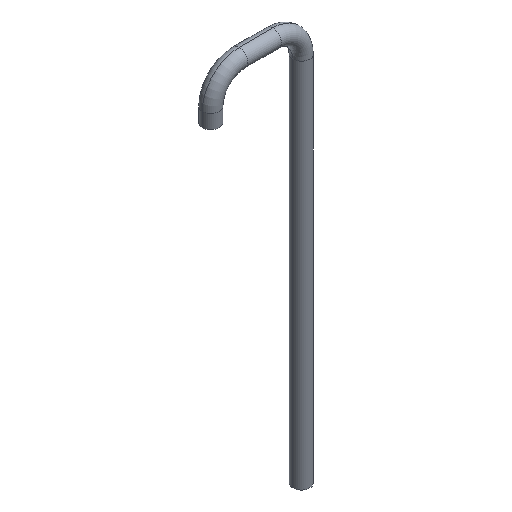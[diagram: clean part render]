
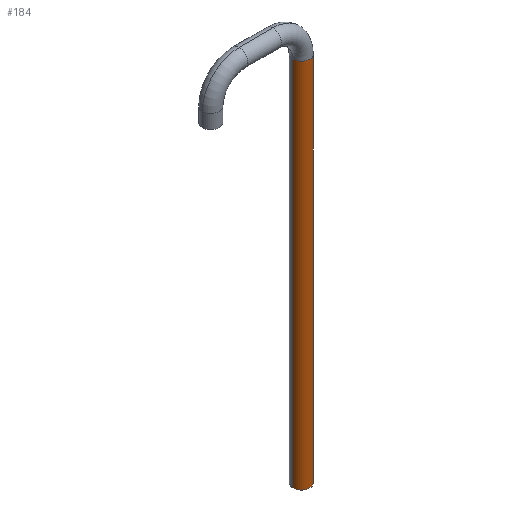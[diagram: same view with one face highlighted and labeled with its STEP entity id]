
A CAD part, isometric view. The second image highlights one B-rep face of the part: STEP entity #184.
In plain terms, the highlighted cylindrical face has radius 0.6 mm (diameter 1.2 mm), a partial arc.
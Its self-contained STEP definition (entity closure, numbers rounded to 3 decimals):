
#72=CARTESIAN_POINT('',(6.95,0.,23.));
#73=VERTEX_POINT('',#72);
#90=CARTESIAN_POINT('',(5.75,0.,23.));
#91=VERTEX_POINT('',#90);
#99=CARTESIAN_POINT('',(6.35,0.,23.));
#100=DIRECTION('',(0.0,0.0,-1.0));
#101=DIRECTION('',(1.0,0.0,0.0));
#102=AXIS2_PLACEMENT_3D('',#99,#100,#101);
#103=CIRCLE('',#102,0.6);
#104=EDGE_CURVE('',#73,#91,#103,.T.);
#153=CARTESIAN_POINT('',(6.35,0.,-3.1));
#154=DIRECTION('',(0.0,0.,1.0));
#155=DIRECTION('',(1.0,0.0,0.0));
#156=AXIS2_PLACEMENT_3D('',#153,#154,#155);
#157=CYLINDRICAL_SURFACE('',#156,0.6);
#158=CARTESIAN_POINT('',(6.95,0.,-3.1));
#159=VERTEX_POINT('',#158);
#160=CARTESIAN_POINT('',(6.95,0.,23.));
#161=DIRECTION('',(0.0,0.0,-1.0));
#162=VECTOR('',#161,26.1);
#163=LINE('',#160,#162);
#164=EDGE_CURVE('',#73,#159,#163,.T.);
#165=ORIENTED_EDGE('',*,*,#164,.F.);
#166=ORIENTED_EDGE('',*,*,#104,.T.);
#167=CARTESIAN_POINT('',(5.75,0.,-3.1));
#168=VERTEX_POINT('',#167);
#169=CARTESIAN_POINT('',(5.75,0.,23.));
#170=DIRECTION('',(0.0,0.0,-1.0));
#171=VECTOR('',#170,26.1);
#172=LINE('',#169,#171);
#173=EDGE_CURVE('',#91,#168,#172,.T.);
#174=ORIENTED_EDGE('',*,*,#173,.T.);
#175=CARTESIAN_POINT('',(6.35,0.,-3.1));
#176=DIRECTION('',(0.0,0.0,1.0));
#177=DIRECTION('',(1.0,0.0,0.0));
#178=AXIS2_PLACEMENT_3D('',#175,#176,#177);
#179=CIRCLE('',#178,0.6);
#180=EDGE_CURVE('',#168,#159,#179,.T.);
#181=ORIENTED_EDGE('',*,*,#180,.T.);
#182=EDGE_LOOP('',(#165,#166,#174,#181));
#183=FACE_OUTER_BOUND('',#182,.T.);
#184=ADVANCED_FACE('',(#183),#157,.T.);
